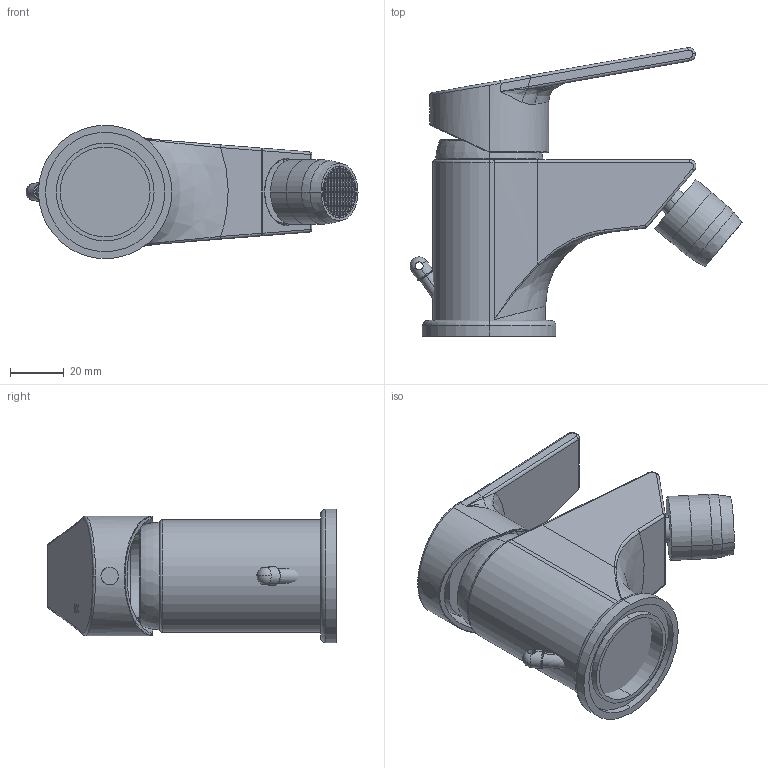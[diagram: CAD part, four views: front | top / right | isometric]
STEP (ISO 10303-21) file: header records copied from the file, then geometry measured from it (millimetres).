
FILE_DESCRIPTION (( 'STEP AP214' ), '1' );
FILE_NAME ('10710110.STEP', '2020-08-20T10:55:55', ( '' ), ( '' ), 'SwSTEP 2.0', 'SolidWorks 2016', '' );
FILE_SCHEMA (( 'AUTOMOTIVE_DESIGN' ));
Length unit declared in the file: millimetre
Products named in the file (1): 10710110
Bounding box: 123.87 x 107.72 x 49.8 mm (x, y, z)
Volume: 200586.2 mm3; surface area: 63695.9 mm2
Topology: 19 solids, 24 shells, 4225 faces, 12190 edges, 7939 vertices
Faces by surface type: plane 3372, cylinder 479, torus 215, bspline 74, cone 62, sphere 23
Entity records: 192026 total; most frequent: CARTESIAN_POINT 36122, ORIENTED_EDGE 24322, DIRECTION 19301, EDGE_CURVE 12161, VERTEX_POINT 7939, VECTOR 7507, LINE 7507, AXIS2_PLACEMENT_3D 5897
